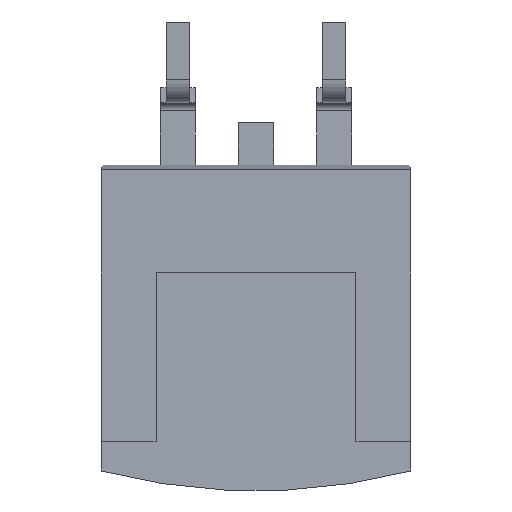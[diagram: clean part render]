
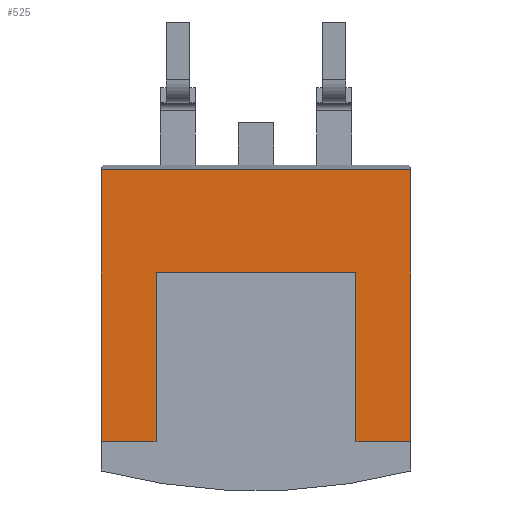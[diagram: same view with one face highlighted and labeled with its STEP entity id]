
A CAD part, front view. The second image highlights one B-rep face of the part: STEP entity #525.
In plain terms, the highlighted planar face has unit normal (0, -1, 0).
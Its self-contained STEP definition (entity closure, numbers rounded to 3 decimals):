
#18 = LINE ( 'NONE', #1645, #1877 ) ;
#34 = CARTESIAN_POINT ( 'NONE',  ( -5.03, 0.254, 0. ) ) ;
#39 = LINE ( 'NONE', #689, #242 ) ;
#98 = ORIENTED_EDGE ( 'NONE', *, *, #1206, .T. ) ;
#146 = EDGE_CURVE ( 'NONE', #927, #896, #39, .T. ) ;
#173 = CARTESIAN_POINT ( 'NONE',  ( 5.03, 0.254, 4.35 ) ) ;
#196 = DIRECTION ( 'NONE',  ( 0., 0., -1. ) ) ;
#204 = DIRECTION ( 'NONE',  ( 1., 0., 0. ) ) ;
#226 = ORIENTED_EDGE ( 'NONE', *, *, #1187, .T. ) ;
#230 = EDGE_CURVE ( 'NONE', #845, #439, #18, .T. ) ;
#242 = VECTOR ( 'NONE', #1996, 1000. ) ;
#277 = CARTESIAN_POINT ( 'NONE',  ( 3.25, 0.254, 1.01 ) ) ;
#288 = CARTESIAN_POINT ( 'NONE',  ( 3.25, 0.254, -4.49 ) ) ;
#294 = ORIENTED_EDGE ( 'NONE', *, *, #994, .T. ) ;
#427 = VECTOR ( 'NONE', #930, 1000. ) ;
#439 = VERTEX_POINT ( 'NONE', #1451 ) ;
#453 = EDGE_LOOP ( 'NONE', ( #804, #1812, #226, #531, #294, #473, #566, #98 ) ) ;
#473 = ORIENTED_EDGE ( 'NONE', *, *, #1616, .T. ) ;
#511 = DIRECTION ( 'NONE',  ( 0., 1., 0. ) ) ;
#525 = ADVANCED_FACE ( 'NONE', ( #921 ), #1671, .F. ) ;
#531 = ORIENTED_EDGE ( 'NONE', *, *, #230, .T. ) ;
#563 = VERTEX_POINT ( 'NONE', #846 ) ;
#566 = ORIENTED_EDGE ( 'NONE', *, *, #146, .T. ) ;
#611 = EDGE_CURVE ( 'NONE', #1184, #2042, #970, .T. ) ;
#617 = VECTOR ( 'NONE', #844, 1000. ) ;
#621 = DIRECTION ( 'NONE',  ( 0., 0., 1. ) ) ;
#668 = DIRECTION ( 'NONE',  ( 1., 0., 0. ) ) ;
#672 = VERTEX_POINT ( 'NONE', #1372 ) ;
#689 = CARTESIAN_POINT ( 'NONE',  ( 3.25, 0.254, 0. ) ) ;
#804 = ORIENTED_EDGE ( 'NONE', *, *, #611, .F. ) ;
#821 = EDGE_CURVE ( 'NONE', #1184, #672, #1684, .T. ) ;
#844 = DIRECTION ( 'NONE',  ( 0., 0., -1. ) ) ;
#845 = VERTEX_POINT ( 'NONE', #1393 ) ;
#846 = CARTESIAN_POINT ( 'NONE',  ( -3.25, 0.254, 1.01 ) ) ;
#896 = VERTEX_POINT ( 'NONE', #288 ) ;
#920 = LINE ( 'NONE', #1611, #427 ) ;
#921 = FACE_OUTER_BOUND ( 'NONE', #453, .T. ) ;
#927 = VERTEX_POINT ( 'NONE', #277 ) ;
#930 = DIRECTION ( 'NONE',  ( 1., 0., 0. ) ) ;
#943 = LINE ( 'NONE', #2075, #1349 ) ;
#970 = LINE ( 'NONE', #1334, #1193 ) ;
#994 = EDGE_CURVE ( 'NONE', #439, #563, #943, .T. ) ;
#1134 = VECTOR ( 'NONE', #668, 1000. ) ;
#1184 = VERTEX_POINT ( 'NONE', #173 ) ;
#1187 = EDGE_CURVE ( 'NONE', #672, #845, #1501, .T. ) ;
#1193 = VECTOR ( 'NONE', #196, 1000. ) ;
#1198 = VECTOR ( 'NONE', #2036, 1000. ) ;
#1206 = EDGE_CURVE ( 'NONE', #896, #2042, #1427, .T. ) ;
#1334 = CARTESIAN_POINT ( 'NONE',  ( 5.03, 0.254, 0. ) ) ;
#1349 = VECTOR ( 'NONE', #621, 1000. ) ;
#1372 = CARTESIAN_POINT ( 'NONE',  ( -5.03, 0.254, 4.35 ) ) ;
#1393 = CARTESIAN_POINT ( 'NONE',  ( -5.03, 0.254, -4.49 ) ) ;
#1427 = LINE ( 'NONE', #1988, #1134 ) ;
#1451 = CARTESIAN_POINT ( 'NONE',  ( -3.25, 0.254, -4.49 ) ) ;
#1501 = LINE ( 'NONE', #34, #617 ) ;
#1508 = AXIS2_PLACEMENT_3D ( 'NONE', #1662, #511, #1813 ) ;
#1611 = CARTESIAN_POINT ( 'NONE',  ( 0., 0.254, 1.01 ) ) ;
#1616 = EDGE_CURVE ( 'NONE', #563, #927, #920, .T. ) ;
#1645 = CARTESIAN_POINT ( 'NONE',  ( 0., 0.254, -4.49 ) ) ;
#1662 = CARTESIAN_POINT ( 'NONE',  ( 0., 0.254, 0. ) ) ;
#1671 = PLANE ( 'NONE',  #1508 ) ;
#1684 = LINE ( 'NONE', #2044, #1198 ) ;
#1735 = CARTESIAN_POINT ( 'NONE',  ( 5.03, 0.254, -4.49 ) ) ;
#1812 = ORIENTED_EDGE ( 'NONE', *, *, #821, .T. ) ;
#1813 = DIRECTION ( 'NONE',  ( 0., 0., 1. ) ) ;
#1877 = VECTOR ( 'NONE', #204, 1000. ) ;
#1988 = CARTESIAN_POINT ( 'NONE',  ( 0., 0.254, -4.49 ) ) ;
#1996 = DIRECTION ( 'NONE',  ( 0., 0., -1. ) ) ;
#2036 = DIRECTION ( 'NONE',  ( -1., 0., 0. ) ) ;
#2042 = VERTEX_POINT ( 'NONE', #1735 ) ;
#2044 = CARTESIAN_POINT ( 'NONE',  ( 0., 0.254, 4.35 ) ) ;
#2075 = CARTESIAN_POINT ( 'NONE',  ( -3.25, 0.254, 0. ) ) ;
